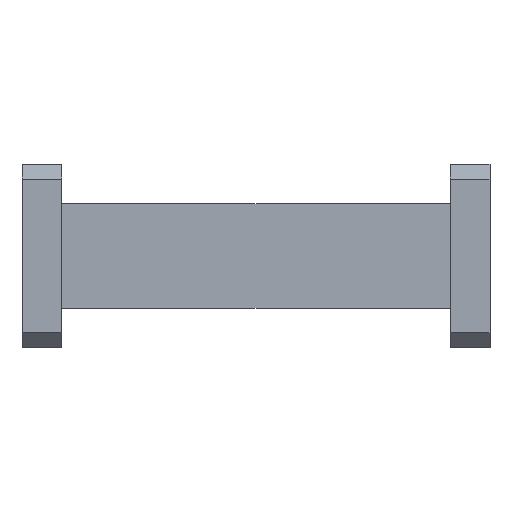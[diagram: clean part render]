
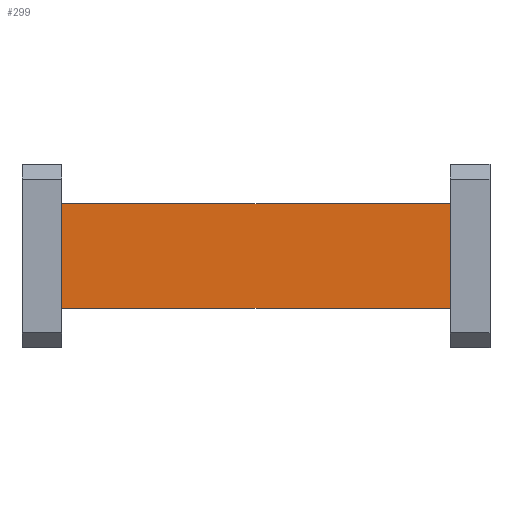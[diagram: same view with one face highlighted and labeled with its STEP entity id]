
A CAD part, front view. The second image highlights one B-rep face of the part: STEP entity #299.
In plain terms, the highlighted planar face has unit normal (0, -1, 0).
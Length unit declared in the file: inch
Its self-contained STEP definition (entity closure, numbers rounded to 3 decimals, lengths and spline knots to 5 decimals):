
#40 = CARTESIAN_POINT ( 'NONE',  ( 2.06, -0.125, 0.25 ) ) ;
#42 = EDGE_LOOP ( 'NONE', ( #555, #1455, #918, #1467 ) ) ;
#93 = CARTESIAN_POINT ( 'NONE',  ( 0.19, -0.125, -0.25 ) ) ;
#124 = CARTESIAN_POINT ( 'NONE',  ( 2.06, -0.125, -0.25 ) ) ;
#225 = DIRECTION ( 'NONE',  ( 0., 0., -1. ) ) ;
#235 = DIRECTION ( 'NONE',  ( -1., 0., 0. ) ) ;
#253 = CARTESIAN_POINT ( 'NONE',  ( 2.06, -0.125, 0.25 ) ) ;
#299 = ADVANCED_FACE ( 'NONE', ( #1611 ), #329, .F. ) ;
#329 = PLANE ( 'NONE',  #1169 ) ;
#347 = VECTOR ( 'NONE', #225, 39.37008 ) ;
#352 = CARTESIAN_POINT ( 'NONE',  ( 2.06, -0.125, -0.25 ) ) ;
#555 = ORIENTED_EDGE ( 'NONE', *, *, #1048, .T. ) ;
#597 = CARTESIAN_POINT ( 'NONE',  ( 2.06, -0.125, -0.25 ) ) ;
#619 = LINE ( 'NONE', #93, #347 ) ;
#641 = DIRECTION ( 'NONE',  ( 0., 0., -1. ) ) ;
#695 = VERTEX_POINT ( 'NONE', #1377 ) ;
#705 = VERTEX_POINT ( 'NONE', #253 ) ;
#726 = DIRECTION ( 'NONE',  ( 0., 1., 0. ) ) ;
#727 = VECTOR ( 'NONE', #641, 39.37008 ) ;
#795 = LINE ( 'NONE', #40, #799 ) ;
#799 = VECTOR ( 'NONE', #958, 39.37008 ) ;
#818 = VECTOR ( 'NONE', #235, 39.37008 ) ;
#918 = ORIENTED_EDGE ( 'NONE', *, *, #1295, .F. ) ;
#958 = DIRECTION ( 'NONE',  ( -1., 0., 0. ) ) ;
#1012 = CARTESIAN_POINT ( 'NONE',  ( 0.19, -0.125, -0.25 ) ) ;
#1025 = EDGE_CURVE ( 'NONE', #1182, #1063, #1512, .T. ) ;
#1048 = EDGE_CURVE ( 'NONE', #695, #1063, #619, .T. ) ;
#1063 = VERTEX_POINT ( 'NONE', #1012 ) ;
#1169 = AXIS2_PLACEMENT_3D ( 'NONE', #352, #726, #1604 ) ;
#1182 = VERTEX_POINT ( 'NONE', #1323 ) ;
#1280 = LINE ( 'NONE', #124, #727 ) ;
#1295 = EDGE_CURVE ( 'NONE', #705, #1182, #1280, .T. ) ;
#1323 = CARTESIAN_POINT ( 'NONE',  ( 2.06, -0.125, -0.25 ) ) ;
#1377 = CARTESIAN_POINT ( 'NONE',  ( 0.19, -0.125, 0.25 ) ) ;
#1455 = ORIENTED_EDGE ( 'NONE', *, *, #1025, .F. ) ;
#1467 = ORIENTED_EDGE ( 'NONE', *, *, #1505, .T. ) ;
#1505 = EDGE_CURVE ( 'NONE', #705, #695, #795, .T. ) ;
#1512 = LINE ( 'NONE', #597, #818 ) ;
#1604 = DIRECTION ( 'NONE',  ( 0., 0., 1. ) ) ;
#1611 = FACE_OUTER_BOUND ( 'NONE', #42, .T. ) ;
